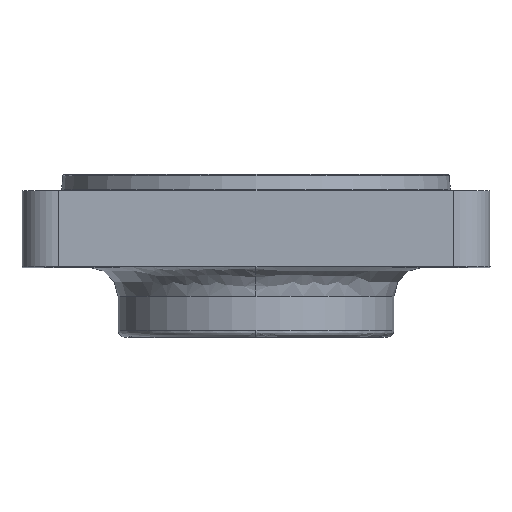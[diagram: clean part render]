
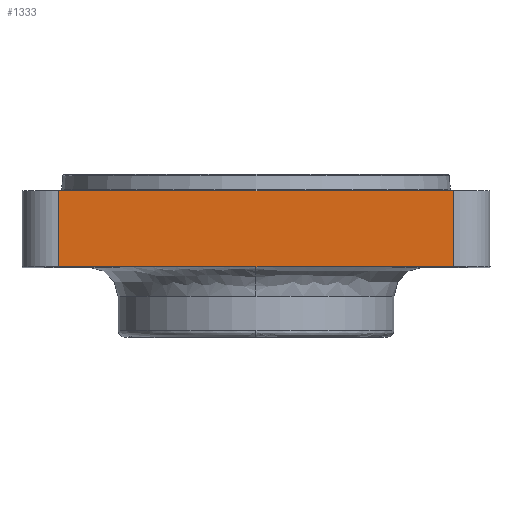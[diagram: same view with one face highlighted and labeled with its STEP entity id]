
A CAD part, top view. The second image highlights one B-rep face of the part: STEP entity #1333.
In plain terms, the highlighted planar face has unit normal (0, 0, 1).
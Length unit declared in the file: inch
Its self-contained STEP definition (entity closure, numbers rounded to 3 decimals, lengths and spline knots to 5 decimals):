
#51 = DIRECTION ( 'NONE',  ( 0., 1., 0. ) ) ;
#55 = CARTESIAN_POINT ( 'NONE',  ( -0.844, -0.325, 1. ) ) ;
#69 = EDGE_LOOP ( 'NONE', ( #123, #1585, #1465, #1380 ) ) ;
#84 = CARTESIAN_POINT ( 'NONE',  ( 0.844, -0.325, 1. ) ) ;
#114 = VERTEX_POINT ( 'NONE', #55 ) ;
#123 = ORIENTED_EDGE ( 'NONE', *, *, #1126, .F. ) ;
#172 = VECTOR ( 'NONE', #51, 39.37008 ) ;
#210 = DIRECTION ( 'NONE',  ( 0., -1., 0. ) ) ;
#232 = DIRECTION ( 'NONE',  ( 1., -0.003, 0. ) ) ;
#294 = CARTESIAN_POINT ( 'NONE',  ( -0.844, -0.325, 1. ) ) ;
#336 = EDGE_CURVE ( 'NONE', #406, #1214, #388, .T. ) ;
#360 = DIRECTION ( 'NONE',  ( 0., 0., 1. ) ) ;
#367 = PLANE ( 'NONE',  #727 ) ;
#386 = FACE_OUTER_BOUND ( 'NONE', #69, .T. ) ;
#388 = LINE ( 'NONE', #636, #1134 ) ;
#406 = VERTEX_POINT ( 'NONE', #1029 ) ;
#547 = DIRECTION ( 'NONE',  ( 1., 0., 0. ) ) ;
#636 = CARTESIAN_POINT ( 'NONE',  ( 0.844, 0., 1. ) ) ;
#690 = VERTEX_POINT ( 'NONE', #84 ) ;
#727 = AXIS2_PLACEMENT_3D ( 'NONE', #1654, #360, #232 ) ;
#761 = DIRECTION ( 'NONE',  ( -1., 0., 0. ) ) ;
#820 = CARTESIAN_POINT ( 'NONE',  ( -0.844, 0., 1. ) ) ;
#962 = LINE ( 'NONE', #1589, #172 ) ;
#1029 = CARTESIAN_POINT ( 'NONE',  ( 0.844, 0., 1. ) ) ;
#1126 = EDGE_CURVE ( 'NONE', #114, #1214, #962, .T. ) ;
#1134 = VECTOR ( 'NONE', #761, 39.37008 ) ;
#1214 = VERTEX_POINT ( 'NONE', #820 ) ;
#1291 = EDGE_CURVE ( 'NONE', #406, #690, #1374, .T. ) ;
#1292 = LINE ( 'NONE', #294, #1499 ) ;
#1306 = VECTOR ( 'NONE', #210, 39.37008 ) ;
#1333 = ADVANCED_FACE ( 'NONE', ( #386 ), #367, .T. ) ;
#1374 = LINE ( 'NONE', #1627, #1306 ) ;
#1380 = ORIENTED_EDGE ( 'NONE', *, *, #336, .T. ) ;
#1465 = ORIENTED_EDGE ( 'NONE', *, *, #1291, .F. ) ;
#1499 = VECTOR ( 'NONE', #547, 39.37008 ) ;
#1585 = ORIENTED_EDGE ( 'NONE', *, *, #1642, .T. ) ;
#1589 = CARTESIAN_POINT ( 'NONE',  ( -0.844, -0.325, 1. ) ) ;
#1627 = CARTESIAN_POINT ( 'NONE',  ( 0.844, -0.325, 1. ) ) ;
#1642 = EDGE_CURVE ( 'NONE', #114, #690, #1292, .T. ) ;
#1654 = CARTESIAN_POINT ( 'NONE',  ( 0., -0.325, 1. ) ) ;
